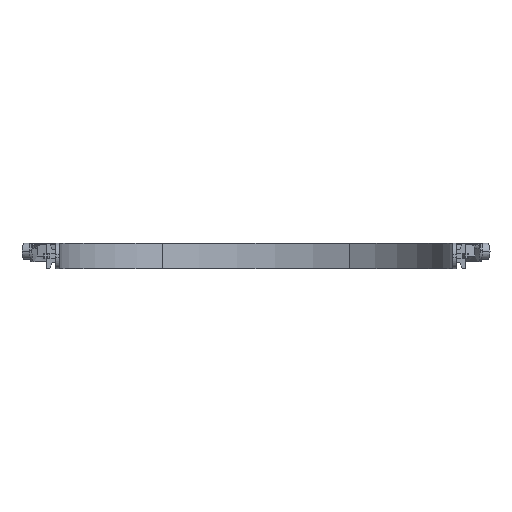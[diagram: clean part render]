
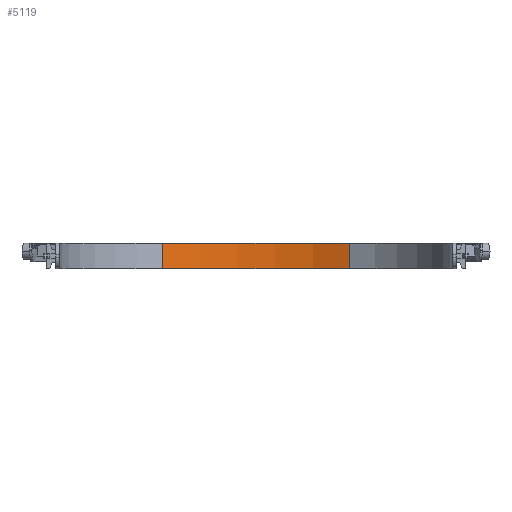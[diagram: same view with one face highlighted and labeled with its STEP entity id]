
A CAD part, front view. The second image highlights one B-rep face of the part: STEP entity #5119.
In plain terms, the highlighted cylindrical face has radius 97.38 mm (diameter 194.759 mm), a partial arc.
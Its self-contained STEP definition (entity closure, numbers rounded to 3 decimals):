
#627 = ORIENTED_EDGE ( 'NONE', *, *, #5594, .F. ) ;
#681 = VECTOR ( 'NONE', #3481, 1000. ) ;
#964 = CARTESIAN_POINT ( 'NONE',  ( 0., -62.183, 5.5 ) ) ;
#1025 = ORIENTED_EDGE ( 'NONE', *, *, #7835, .T. ) ;
#1086 = AXIS2_PLACEMENT_3D ( 'NONE', #5600, #1969, #6213 ) ;
#1217 = AXIS2_PLACEMENT_3D ( 'NONE', #6941, #3317, #7547 ) ;
#1246 = LINE ( 'NONE', #7708, #681 ) ;
#1607 = CARTESIAN_POINT ( 'NONE',  ( 40.583, 26.338, 5.5 ) ) ;
#1727 = ORIENTED_EDGE ( 'NONE', *, *, #6322, .F. ) ;
#1869 = CARTESIAN_POINT ( 'NONE',  ( -40.583, 26.338, 5.5 ) ) ;
#1969 = DIRECTION ( 'NONE',  ( 0., 0., -1. ) ) ;
#2304 = CARTESIAN_POINT ( 'NONE',  ( 40.583, 26.338, 5.5 ) ) ;
#2429 = CARTESIAN_POINT ( 'NONE',  ( 40.583, 26.338, -5.5 ) ) ;
#2529 = CARTESIAN_POINT ( 'NONE',  ( -40.583, 26.338, -5.5 ) ) ;
#3081 = EDGE_LOOP ( 'NONE', ( #1025, #1727, #627, #7092 ) ) ;
#3317 = DIRECTION ( 'NONE',  ( 0., 0., -1. ) ) ;
#3481 = DIRECTION ( 'NONE',  ( 0., 0., -1. ) ) ;
#4385 = VECTOR ( 'NONE', #5936, 1000. ) ;
#4655 = CIRCLE ( 'NONE', #1217, 97.38 ) ;
#4775 = LINE ( 'NONE', #2304, #4385 ) ;
#5054 = FACE_OUTER_BOUND ( 'NONE', #3081, .T. ) ;
#5119 = ADVANCED_FACE ( 'NONE', ( #5054 ), #6469, .F. ) ;
#5202 = AXIS2_PLACEMENT_3D ( 'NONE', #964, #6425, #5818 ) ;
#5225 = VERTEX_POINT ( 'NONE', #1607 ) ;
#5288 = EDGE_CURVE ( 'NONE', #5421, #5952, #1246, .T. ) ;
#5421 = VERTEX_POINT ( 'NONE', #1869 ) ;
#5594 = EDGE_CURVE ( 'NONE', #5421, #5225, #4655, .T. ) ;
#5600 = CARTESIAN_POINT ( 'NONE',  ( 0., -62.183, -5.5 ) ) ;
#5818 = DIRECTION ( 'NONE',  ( -1., 0., 0. ) ) ;
#5936 = DIRECTION ( 'NONE',  ( 0., 0., -1. ) ) ;
#5952 = VERTEX_POINT ( 'NONE', #2529 ) ;
#6064 = CIRCLE ( 'NONE', #1086, 97.38 ) ;
#6213 = DIRECTION ( 'NONE',  ( 1., 0., 0. ) ) ;
#6322 = EDGE_CURVE ( 'NONE', #5225, #7744, #4775, .T. ) ;
#6425 = DIRECTION ( 'NONE',  ( 0., 0., -1. ) ) ;
#6469 = CYLINDRICAL_SURFACE ( 'NONE', #5202, 97.38 ) ;
#6941 = CARTESIAN_POINT ( 'NONE',  ( 0., -62.183, 5.5 ) ) ;
#7092 = ORIENTED_EDGE ( 'NONE', *, *, #5288, .T. ) ;
#7547 = DIRECTION ( 'NONE',  ( 1., 0., 0. ) ) ;
#7708 = CARTESIAN_POINT ( 'NONE',  ( -40.583, 26.338, 5.5 ) ) ;
#7744 = VERTEX_POINT ( 'NONE', #2429 ) ;
#7835 = EDGE_CURVE ( 'NONE', #5952, #7744, #6064, .T. ) ;
